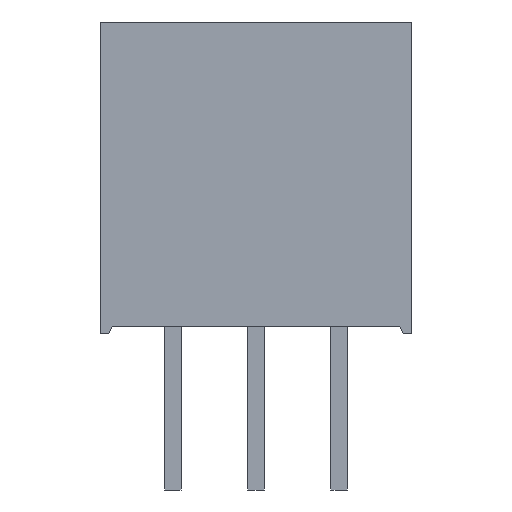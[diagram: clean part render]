
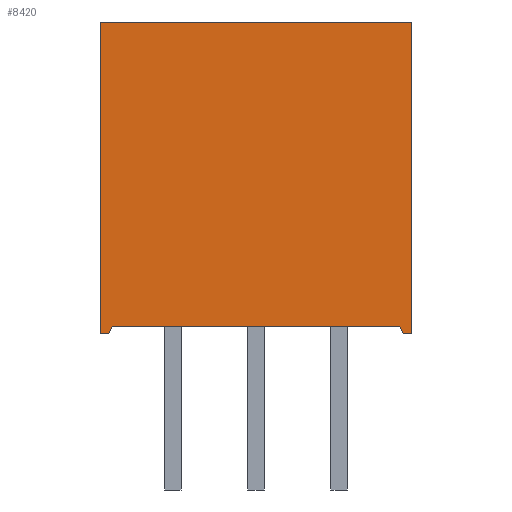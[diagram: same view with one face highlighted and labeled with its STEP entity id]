
A CAD part, front view. The second image highlights one B-rep face of the part: STEP entity #8420.
In plain terms, the highlighted planar face has unit normal (0, -1, 0).
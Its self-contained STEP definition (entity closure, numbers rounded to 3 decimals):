
#850=ORIENTED_EDGE('',*,*,#2561,.T.);
#851=ORIENTED_EDGE('',*,*,#2563,.T.);
#852=ORIENTED_EDGE('',*,*,#2280,.T.);
#853=ORIENTED_EDGE('',*,*,#2565,.T.);
#854=ORIENTED_EDGE('',*,*,#2567,.T.);
#855=ORIENTED_EDGE('',*,*,#2568,.T.);
#856=ORIENTED_EDGE('',*,*,#2554,.T.);
#857=ORIENTED_EDGE('',*,*,#2569,.T.);
#2280=EDGE_CURVE('',#3149,#3148,#3675,.T.);
#2554=EDGE_CURVE('',#3420,#3419,#3688,.T.);
#2561=EDGE_CURVE('',#3426,#3425,#3695,.T.);
#2563=EDGE_CURVE('',#3425,#3149,#3697,.T.);
#2565=EDGE_CURVE('',#3148,#3427,#3699,.T.);
#2567=EDGE_CURVE('',#3427,#3428,#3701,.T.);
#2568=EDGE_CURVE('',#3428,#3420,#3702,.T.);
#2569=EDGE_CURVE('',#3419,#3426,#3703,.T.);
#3148=VERTEX_POINT('',#10962);
#3149=VERTEX_POINT('',#10964);
#3419=VERTEX_POINT('',#12000);
#3420=VERTEX_POINT('',#12002);
#3425=VERTEX_POINT('',#12014);
#3426=VERTEX_POINT('',#12016);
#3427=VERTEX_POINT('',#12022);
#3428=VERTEX_POINT('',#12026);
#3675=LINE('',#10963,#4110);
#3688=LINE('',#12001,#4123);
#3695=LINE('',#12015,#4130);
#3697=LINE('',#12019,#4132);
#3699=LINE('',#12023,#4134);
#3701=LINE('',#12027,#4136);
#3702=LINE('',#12029,#4137);
#3703=LINE('',#12031,#4138);
#4110=VECTOR('',#9283,1000.);
#4123=VECTOR('',#9530,1000.);
#4130=VECTOR('',#9539,1000.);
#4132=VECTOR('',#9543,1000.);
#4134=VECTOR('',#9547,1000.);
#4136=VECTOR('',#9551,1000.);
#4137=VECTOR('',#9554,1000.);
#4138=VECTOR('',#9557,1000.);
#4620=EDGE_LOOP('',(#850,#851,#852,#853,#854,#855,#856,#857));
#5073=FACE_BOUND('',#4620,.T.);
#5453=PLANE('',#8914);
#8420=ADVANCED_FACE('',(#5073),#5453,.T.);
#8914=AXIS2_PLACEMENT_3D('',#12032,#9558,#9559);
#9283=DIRECTION('',(-1.,0.,0.));
#9530=DIRECTION('',(1.,0.,0.));
#9539=DIRECTION('',(1.,0.,0.));
#9543=DIRECTION('',(0.,0.,1.));
#9547=DIRECTION('',(0.,0.,-1.));
#9551=DIRECTION('',(1.,0.,0.));
#9554=DIRECTION('',(0.5,0.,0.866));
#9557=DIRECTION('',(0.5,0.,-0.866));
#9558=DIRECTION('',(0.,-1.,0.));
#9559=DIRECTION('',(0.,0.,-1.));
#10962=CARTESIAN_POINT('',(-4.76,-4.83,4.76));
#10963=CARTESIAN_POINT('',(4.76,-4.83,4.76));
#10964=CARTESIAN_POINT('',(4.76,-4.83,4.76));
#12000=CARTESIAN_POINT('',(4.385,-4.83,-4.543));
#12001=CARTESIAN_POINT('',(4.385,-4.83,-4.543));
#12002=CARTESIAN_POINT('',(-4.385,-4.83,-4.543));
#12014=CARTESIAN_POINT('',(4.76,-4.83,-4.76));
#12015=CARTESIAN_POINT('',(4.76,-4.83,-4.76));
#12016=CARTESIAN_POINT('',(4.51,-4.83,-4.76));
#12019=CARTESIAN_POINT('',(4.76,-4.83,-4.76));
#12022=CARTESIAN_POINT('',(-4.76,-4.83,-4.76));
#12023=CARTESIAN_POINT('',(-4.76,-4.83,4.76));
#12026=CARTESIAN_POINT('',(-4.51,-4.83,-4.76));
#12027=CARTESIAN_POINT('',(-4.76,-4.83,-4.76));
#12029=CARTESIAN_POINT('',(-4.51,-4.83,-4.76));
#12031=CARTESIAN_POINT('',(4.51,-4.83,-4.76));
#12032=CARTESIAN_POINT('',(0.,-4.83,0.));
